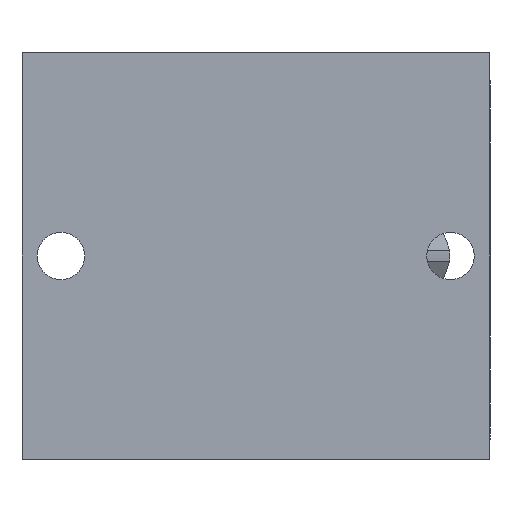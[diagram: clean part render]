
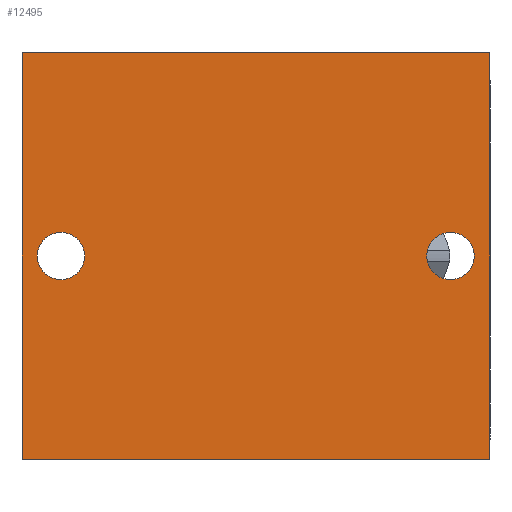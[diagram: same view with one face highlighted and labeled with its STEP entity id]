
A CAD part, front view. The second image highlights one B-rep face of the part: STEP entity #12495.
In plain terms, the highlighted planar face has unit normal (0, -1, 0).
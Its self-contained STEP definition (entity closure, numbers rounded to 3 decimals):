
#125 = VERTEX_POINT ( 'NONE', #14240 ) ;
#435 = EDGE_LOOP ( 'NONE', ( #11450, #9490 ) ) ;
#437 = DIRECTION ( 'NONE',  ( 1., 0., 0. ) ) ;
#871 = EDGE_CURVE ( 'NONE', #1903, #11272, #8155, .T. ) ;
#884 = VECTOR ( 'NONE', #11830, 1000. ) ;
#916 = EDGE_LOOP ( 'NONE', ( #13558, #2427, #13197, #19906 ) ) ;
#1903 = VERTEX_POINT ( 'NONE', #8150 ) ;
#2059 = DIRECTION ( 'NONE',  ( 0., 1., 0. ) ) ;
#2245 = LINE ( 'NONE', #20586, #884 ) ;
#2267 = CARTESIAN_POINT ( 'NONE',  ( -42.95, -16.25, -37.3 ) ) ;
#2427 = ORIENTED_EDGE ( 'NONE', *, *, #7294, .F. ) ;
#2956 = EDGE_CURVE ( 'NONE', #11272, #7356, #14890, .T. ) ;
#3807 = EDGE_CURVE ( 'NONE', #1903, #8227, #2245, .T. ) ;
#3895 = CIRCLE ( 'NONE', #4772, 4.35 ) ;
#4347 = ORIENTED_EDGE ( 'NONE', *, *, #8942, .T. ) ;
#4364 = VERTEX_POINT ( 'NONE', #12644 ) ;
#4604 = CARTESIAN_POINT ( 'NONE',  ( -35.8, -16.25, 0. ) ) ;
#4772 = AXIS2_PLACEMENT_3D ( 'NONE', #17802, #19555, #12418 ) ;
#5165 = DIRECTION ( 'NONE',  ( 0., 1., 0. ) ) ;
#5284 = AXIS2_PLACEMENT_3D ( 'NONE', #18968, #8477, #20478 ) ;
#5299 = EDGE_CURVE ( 'NONE', #125, #21824, #12917, .T. ) ;
#5534 = VECTOR ( 'NONE', #437, 1000. ) ;
#7227 = VECTOR ( 'NONE', #11226, 1000. ) ;
#7294 = EDGE_CURVE ( 'NONE', #8227, #7356, #14104, .T. ) ;
#7356 = VERTEX_POINT ( 'NONE', #11541 ) ;
#7548 = FACE_OUTER_BOUND ( 'NONE', #916, .T. ) ;
#8150 = CARTESIAN_POINT ( 'NONE',  ( -42.95, -16.25, 37.3 ) ) ;
#8155 = LINE ( 'NONE', #17420, #18874 ) ;
#8227 = VERTEX_POINT ( 'NONE', #22506 ) ;
#8477 = DIRECTION ( 'NONE',  ( 0., 1., 0. ) ) ;
#8636 = CARTESIAN_POINT ( 'NONE',  ( -35.8, -16.25, -4.35 ) ) ;
#8664 = VERTEX_POINT ( 'NONE', #20368 ) ;
#8942 = EDGE_CURVE ( 'NONE', #4364, #8664, #20541, .T. ) ;
#9001 = CARTESIAN_POINT ( 'NONE',  ( -35.8, -16.25, 0. ) ) ;
#9490 = ORIENTED_EDGE ( 'NONE', *, *, #21507, .T. ) ;
#9985 = DIRECTION ( 'NONE',  ( 0., 1., 0. ) ) ;
#10447 = CARTESIAN_POINT ( 'NONE',  ( 35.7, -16.25, 0. ) ) ;
#11226 = DIRECTION ( 'NONE',  ( 0., 0., -1. ) ) ;
#11272 = VERTEX_POINT ( 'NONE', #20580 ) ;
#11450 = ORIENTED_EDGE ( 'NONE', *, *, #5299, .T. ) ;
#11541 = CARTESIAN_POINT ( 'NONE',  ( 42.95, -16.25, -37.3 ) ) ;
#11589 = DIRECTION ( 'NONE',  ( 0., 0., 1. ) ) ;
#11830 = DIRECTION ( 'NONE',  ( 1., 0., 0. ) ) ;
#12099 = AXIS2_PLACEMENT_3D ( 'NONE', #10447, #5165, #21046 ) ;
#12418 = DIRECTION ( 'NONE',  ( 0., 0., 1. ) ) ;
#12495 = ADVANCED_FACE ( 'NONE', ( #18262, #20468, #7548 ), #20732, .F. ) ;
#12644 = CARTESIAN_POINT ( 'NONE',  ( 35.7, -16.25, 4.35 ) ) ;
#12917 = CIRCLE ( 'NONE', #20698, 4.35 ) ;
#13197 = ORIENTED_EDGE ( 'NONE', *, *, #3807, .F. ) ;
#13524 = CIRCLE ( 'NONE', #17569, 4.35 ) ;
#13558 = ORIENTED_EDGE ( 'NONE', *, *, #2956, .T. ) ;
#14104 = LINE ( 'NONE', #16719, #7227 ) ;
#14107 = DIRECTION ( 'NONE',  ( 0., 0., -1. ) ) ;
#14240 = CARTESIAN_POINT ( 'NONE',  ( -35.8, -16.25, 4.35 ) ) ;
#14476 = DIRECTION ( 'NONE',  ( 0., 0., 1. ) ) ;
#14635 = EDGE_LOOP ( 'NONE', ( #4347, #17210 ) ) ;
#14890 = LINE ( 'NONE', #2267, #5534 ) ;
#16719 = CARTESIAN_POINT ( 'NONE',  ( 42.95, -16.25, 37.3 ) ) ;
#17210 = ORIENTED_EDGE ( 'NONE', *, *, #22030, .T. ) ;
#17420 = CARTESIAN_POINT ( 'NONE',  ( -42.95, -16.25, 37.3 ) ) ;
#17569 = AXIS2_PLACEMENT_3D ( 'NONE', #4604, #9985, #11589 ) ;
#17802 = CARTESIAN_POINT ( 'NONE',  ( 35.7, -16.25, 0. ) ) ;
#18262 = FACE_BOUND ( 'NONE', #14635, .T. ) ;
#18874 = VECTOR ( 'NONE', #14107, 1000. ) ;
#18968 = CARTESIAN_POINT ( 'NONE',  ( -42.95, -16.25, 37.3 ) ) ;
#19555 = DIRECTION ( 'NONE',  ( 0., 1., 0. ) ) ;
#19906 = ORIENTED_EDGE ( 'NONE', *, *, #871, .T. ) ;
#20368 = CARTESIAN_POINT ( 'NONE',  ( 35.7, -16.25, -4.35 ) ) ;
#20468 = FACE_BOUND ( 'NONE', #435, .T. ) ;
#20478 = DIRECTION ( 'NONE',  ( 0., 0., 1. ) ) ;
#20541 = CIRCLE ( 'NONE', #12099, 4.35 ) ;
#20580 = CARTESIAN_POINT ( 'NONE',  ( -42.95, -16.25, -37.3 ) ) ;
#20586 = CARTESIAN_POINT ( 'NONE',  ( -42.95, -16.25, 37.3 ) ) ;
#20698 = AXIS2_PLACEMENT_3D ( 'NONE', #9001, #2059, #14476 ) ;
#20732 = PLANE ( 'NONE',  #5284 ) ;
#21046 = DIRECTION ( 'NONE',  ( 0., 0., 1. ) ) ;
#21507 = EDGE_CURVE ( 'NONE', #21824, #125, #13524, .T. ) ;
#21824 = VERTEX_POINT ( 'NONE', #8636 ) ;
#22030 = EDGE_CURVE ( 'NONE', #8664, #4364, #3895, .T. ) ;
#22506 = CARTESIAN_POINT ( 'NONE',  ( 42.95, -16.25, 37.3 ) ) ;
